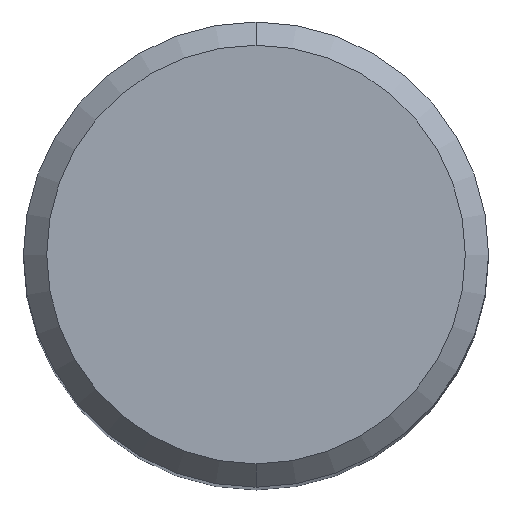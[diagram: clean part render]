
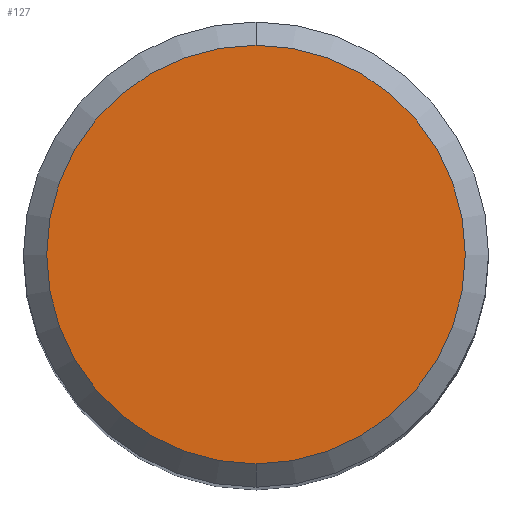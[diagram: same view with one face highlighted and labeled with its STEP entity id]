
A CAD part, top view. The second image highlights one B-rep face of the part: STEP entity #127.
In plain terms, the highlighted planar face has unit normal (0, 0, 1).
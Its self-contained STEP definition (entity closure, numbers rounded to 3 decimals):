
#127=ADVANCED_FACE('',(#332),#333,.T.);
#159=EDGE_CURVE('',#209,#249,#368,.T.);
#201=EDGE_CURVE('',#249,#209,#415,.T.);
#209=VERTEX_POINT('',#423);
#249=VERTEX_POINT('',#472);
#332=FACE_OUTER_BOUND('',#550,.T.);
#333=PLANE('',#551);
#368=CIRCLE('',#599,9.0);
#415=CIRCLE('',#654,9.0);
#423=CARTESIAN_POINT('',(0.,-9.0,0.0));
#472=CARTESIAN_POINT('',(0.0,9.0,0.0));
#550=EDGE_LOOP('',(#838,#839));
#551=AXIS2_PLACEMENT_3D('',#840,#841,#842);
#599=AXIS2_PLACEMENT_3D('',#875,#876,#877);
#654=AXIS2_PLACEMENT_3D('',#928,#929,#930);
#838=ORIENTED_EDGE('',*,*,#201,.F.);
#839=ORIENTED_EDGE('',*,*,#159,.F.);
#840=CARTESIAN_POINT('',(0.0,4.5,0.0));
#841=DIRECTION('',(-0.0,0.0,1.0));
#842=DIRECTION('',(0.0,-1.0,0.0));
#875=CARTESIAN_POINT('',(0.0,0.0,0.0));
#876=DIRECTION('',(0.0,0.0,-1.0));
#877=DIRECTION('',(0.0,1.0,0.0));
#928=CARTESIAN_POINT('',(0.0,0.0,0.0));
#929=DIRECTION('',(0.0,0.0,-1.0));
#930=DIRECTION('',(0.0,1.0,0.0));
